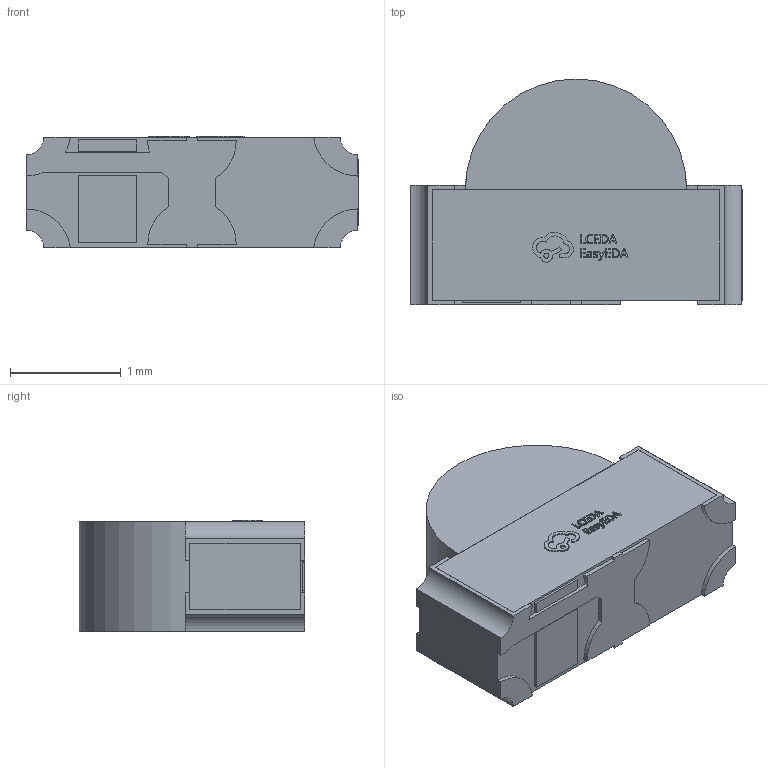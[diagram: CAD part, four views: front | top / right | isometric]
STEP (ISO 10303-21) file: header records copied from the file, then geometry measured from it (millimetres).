
FILE_DESCRIPTION (( 'STEP AP214' ), '1' );
FILE_NAME ('LED-SMD_R6G6C-C30.step', '2022-07-08T13:02:52', ( '' ), ( '' ), 'SwSTEP 2.0', 'SolidWorks 2020', '' );
FILE_SCHEMA (( 'AUTOMOTIVE_DESIGN' ));
Length unit declared in the file: millimetre
Products named in the file (1): LED-SMD_R6G6C-C30
Bounding box: 3 x 2.04 x 1.01 mm (x, y, z)
Volume: 4.5 mm3; surface area: 18.6 mm2
Topology: 1 solids, 1 shells, 393 faces, 1081 edges, 718 vertices
Faces by surface type: plane 254, bspline 112, cylinder 27
Entity records: 17315 total; most frequent: CARTESIAN_POINT 4297, ORIENTED_EDGE 2162, DIRECTION 1479, EDGE_CURVE 1081, LINE 791, VECTOR 791, VERTEX_POINT 718, EDGE_LOOP 421
